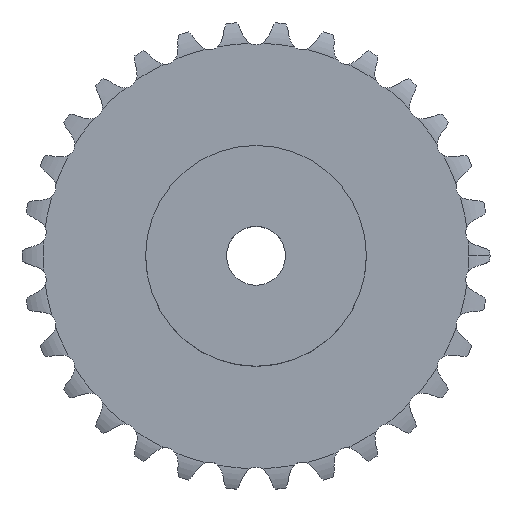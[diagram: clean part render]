
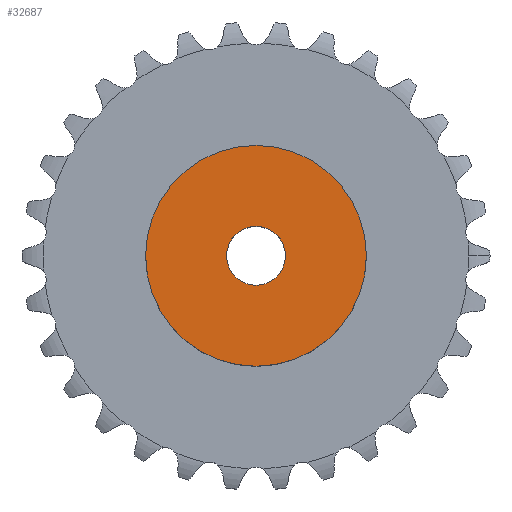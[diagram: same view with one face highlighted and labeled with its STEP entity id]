
A CAD part, top view. The second image highlights one B-rep face of the part: STEP entity #32687.
In plain terms, the highlighted planar face has unit normal (0, 0, 1).
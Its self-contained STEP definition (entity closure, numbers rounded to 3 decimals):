
#3912 = CYLINDRICAL_SURFACE('',#3913,15.);
#3913 = AXIS2_PLACEMENT_3D('',#3914,#3915,#3916);
#3914 = CARTESIAN_POINT('',(0.,0.,0.));
#3915 = DIRECTION('',(-0.,-0.,-1.));
#3916 = DIRECTION('',(1.,0.,0.));
#20800 = VERTEX_POINT('',#20801);
#20801 = CARTESIAN_POINT('',(15.,0.,16.));
#20822 = EDGE_CURVE('',#20800,#20800,#20823,.T.);
#20823 = SURFACE_CURVE('',#20824,(#20829,#20836),.PCURVE_S1.);
#20824 = CIRCLE('',#20825,15.);
#20825 = AXIS2_PLACEMENT_3D('',#20826,#20827,#20828);
#20826 = CARTESIAN_POINT('',(0.,0.,16.));
#20827 = DIRECTION('',(0.,0.,1.));
#20828 = DIRECTION('',(1.,0.,0.));
#20829 = PCURVE('',#3912,#20830);
#20830 = DEFINITIONAL_REPRESENTATION('',(#20831),#20835);
#20831 = LINE('',#20832,#20833);
#20832 = CARTESIAN_POINT('',(-0.,-16.));
#20833 = VECTOR('',#20834,1.);
#20834 = DIRECTION('',(-1.,0.));
#20835 = ( GEOMETRIC_REPRESENTATION_CONTEXT(2) 
PARAMETRIC_REPRESENTATION_CONTEXT() REPRESENTATION_CONTEXT('2D SPACE',''
  ) );
#20836 = PCURVE('',#20837,#20842);
#20837 = PLANE('',#20838);
#20838 = AXIS2_PLACEMENT_3D('',#20839,#20840,#20841);
#20839 = CARTESIAN_POINT('',(0.,0.,16.)
  );
#20840 = DIRECTION('',(0.,0.,1.));
#20841 = DIRECTION('',(1.,0.,0.));
#20842 = DEFINITIONAL_REPRESENTATION('',(#20843),#20847);
#20843 = CIRCLE('',#20844,15.);
#20844 = AXIS2_PLACEMENT_2D('',#20845,#20846);
#20845 = CARTESIAN_POINT('',(0.,0.));
#20846 = DIRECTION('',(1.,0.));
#20847 = ( GEOMETRIC_REPRESENTATION_CONTEXT(2) 
PARAMETRIC_REPRESENTATION_CONTEXT() REPRESENTATION_CONTEXT('2D SPACE',''
  ) );
#27748 = CYLINDRICAL_SURFACE('',#27749,4.);
#27749 = AXIS2_PLACEMENT_3D('',#27750,#27751,#27752);
#27750 = CARTESIAN_POINT('',(0.,0.,97.077));
#27751 = DIRECTION('',(0.,0.,1.));
#27752 = DIRECTION('',(1.,0.,0.));
#32687 = ADVANCED_FACE('',(#32688,#32691),#20837,.T.);
#32688 = FACE_BOUND('',#32689,.T.);
#32689 = EDGE_LOOP('',(#32690));
#32690 = ORIENTED_EDGE('',*,*,#20822,.T.);
#32691 = FACE_BOUND('',#32692,.T.);
#32692 = EDGE_LOOP('',(#32693));
#32693 = ORIENTED_EDGE('',*,*,#32694,.F.);
#32694 = EDGE_CURVE('',#32695,#32695,#32697,.T.);
#32695 = VERTEX_POINT('',#32696);
#32696 = CARTESIAN_POINT('',(4.,0.,16.));
#32697 = SURFACE_CURVE('',#32698,(#32703,#32710),.PCURVE_S1.);
#32698 = CIRCLE('',#32699,4.);
#32699 = AXIS2_PLACEMENT_3D('',#32700,#32701,#32702);
#32700 = CARTESIAN_POINT('',(0.,0.,16.));
#32701 = DIRECTION('',(0.,0.,1.));
#32702 = DIRECTION('',(1.,0.,0.));
#32703 = PCURVE('',#20837,#32704);
#32704 = DEFINITIONAL_REPRESENTATION('',(#32705),#32709);
#32705 = CIRCLE('',#32706,4.);
#32706 = AXIS2_PLACEMENT_2D('',#32707,#32708);
#32707 = CARTESIAN_POINT('',(0.,0.));
#32708 = DIRECTION('',(1.,0.));
#32709 = ( GEOMETRIC_REPRESENTATION_CONTEXT(2) 
PARAMETRIC_REPRESENTATION_CONTEXT() REPRESENTATION_CONTEXT('2D SPACE',''
  ) );
#32710 = PCURVE('',#27748,#32711);
#32711 = DEFINITIONAL_REPRESENTATION('',(#32712),#32716);
#32712 = LINE('',#32713,#32714);
#32713 = CARTESIAN_POINT('',(0.,-81.077));
#32714 = VECTOR('',#32715,1.);
#32715 = DIRECTION('',(1.,0.));
#32716 = ( GEOMETRIC_REPRESENTATION_CONTEXT(2) 
PARAMETRIC_REPRESENTATION_CONTEXT() REPRESENTATION_CONTEXT('2D SPACE',''
  ) );
